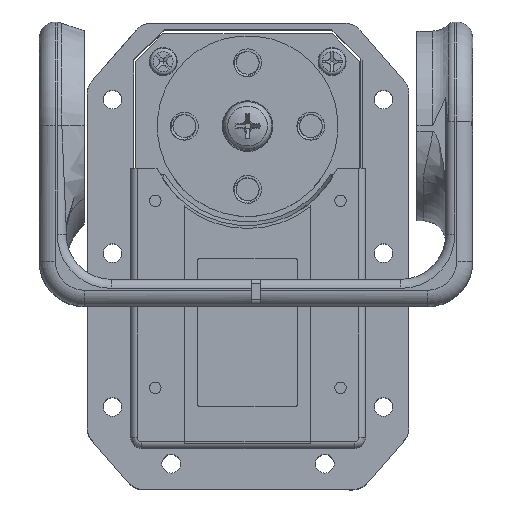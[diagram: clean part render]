
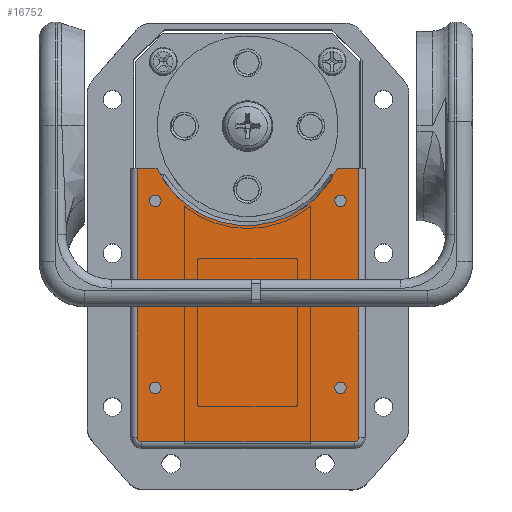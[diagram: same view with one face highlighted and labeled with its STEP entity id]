
A CAD part, top view. The second image highlights one B-rep face of the part: STEP entity #16752.
In plain terms, the highlighted planar face has unit normal (0, 0, 1).
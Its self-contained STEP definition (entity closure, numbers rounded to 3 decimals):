
#385=FACE_BOUND('',#2474,.T.);
#386=FACE_BOUND('',#2475,.T.);
#387=FACE_BOUND('',#2476,.T.);
#388=FACE_BOUND('',#2477,.T.);
#774=PLANE('',#18249);
#1513=FACE_OUTER_BOUND('',#2473,.T.);
#2473=EDGE_LOOP('',(#14459,#14460,#14461,#14462,#14463,#14464,#14465,#14466));
#2474=EDGE_LOOP('',(#14467));
#2475=EDGE_LOOP('',(#14468));
#2476=EDGE_LOOP('',(#14469));
#2477=EDGE_LOOP('',(#14470));
#3248=CIRCLE('',#18240,0.636);
#3250=CIRCLE('',#18243,0.636);
#3251=CIRCLE('',#18245,0.636);
#3253=CIRCLE('',#18248,0.636);
#3254=CIRCLE('',#18250,11.027);
#3255=CIRCLE('',#18251,0.5);
#3256=CIRCLE('',#18252,0.5);
#4887=LINE('',#47119,#6236);
#4888=LINE('',#47121,#6237);
#4889=LINE('',#47125,#6238);
#4890=LINE('',#47127,#6239);
#4891=LINE('',#47131,#6240);
#6236=VECTOR('',#22151,10.);
#6237=VECTOR('',#22152,10.);
#6238=VECTOR('',#22155,10.);
#6239=VECTOR('',#22156,10.);
#6240=VECTOR('',#22159,10.);
#7875=VERTEX_POINT('',#47097);
#7877=VERTEX_POINT('',#47103);
#7878=VERTEX_POINT('',#47107);
#7880=VERTEX_POINT('',#47113);
#7881=VERTEX_POINT('',#47117);
#7882=VERTEX_POINT('',#47118);
#7883=VERTEX_POINT('',#47120);
#7884=VERTEX_POINT('',#47122);
#7885=VERTEX_POINT('',#47124);
#7886=VERTEX_POINT('',#47126);
#7887=VERTEX_POINT('',#47128);
#7888=VERTEX_POINT('',#47130);
#10137=EDGE_CURVE('',#7875,#7875,#3248,.T.);
#10140=EDGE_CURVE('',#7877,#7877,#3250,.T.);
#10142=EDGE_CURVE('',#7878,#7878,#3251,.T.);
#10145=EDGE_CURVE('',#7880,#7880,#3253,.T.);
#10147=EDGE_CURVE('',#7881,#7882,#4887,.T.);
#10148=EDGE_CURVE('',#7881,#7883,#4888,.T.);
#10149=EDGE_CURVE('',#7883,#7884,#3254,.F.);
#10150=EDGE_CURVE('',#7884,#7885,#4889,.T.);
#10151=EDGE_CURVE('',#7886,#7885,#4890,.T.);
#10152=EDGE_CURVE('',#7887,#7886,#3255,.T.);
#10153=EDGE_CURVE('',#7888,#7887,#4891,.T.);
#10154=EDGE_CURVE('',#7882,#7888,#3256,.T.);
#14459=ORIENTED_EDGE('',*,*,#10147,.F.);
#14460=ORIENTED_EDGE('',*,*,#10148,.T.);
#14461=ORIENTED_EDGE('',*,*,#10149,.T.);
#14462=ORIENTED_EDGE('',*,*,#10150,.T.);
#14463=ORIENTED_EDGE('',*,*,#10151,.F.);
#14464=ORIENTED_EDGE('',*,*,#10152,.F.);
#14465=ORIENTED_EDGE('',*,*,#10153,.F.);
#14466=ORIENTED_EDGE('',*,*,#10154,.F.);
#14467=ORIENTED_EDGE('',*,*,#10137,.T.);
#14468=ORIENTED_EDGE('',*,*,#10140,.T.);
#14469=ORIENTED_EDGE('',*,*,#10142,.T.);
#14470=ORIENTED_EDGE('',*,*,#10145,.T.);
#16752=ADVANCED_FACE('',(#1513,#385,#386,#387,#388),#774,.T.);
#18240=AXIS2_PLACEMENT_3D('',#47098,#22127,#22128);
#18243=AXIS2_PLACEMENT_3D('',#47104,#22134,#22135);
#18245=AXIS2_PLACEMENT_3D('',#47108,#22139,#22140);
#18248=AXIS2_PLACEMENT_3D('',#47114,#22146,#22147);
#18249=AXIS2_PLACEMENT_3D('',#47116,#22149,#22150);
#18250=AXIS2_PLACEMENT_3D('',#47123,#22153,#22154);
#18251=AXIS2_PLACEMENT_3D('',#47129,#22157,#22158);
#18252=AXIS2_PLACEMENT_3D('',#47132,#22160,#22161);
#22127=DIRECTION('center_axis',(0.,0.,-1.));
#22128=DIRECTION('ref_axis',(-1.,0.,0.));
#22134=DIRECTION('center_axis',(0.,0.,-1.));
#22135=DIRECTION('ref_axis',(-1.,0.,0.));
#22139=DIRECTION('center_axis',(0.,0.,-1.));
#22140=DIRECTION('ref_axis',(-1.,0.,0.));
#22146=DIRECTION('center_axis',(0.,0.,-1.));
#22147=DIRECTION('ref_axis',(-1.,0.,0.));
#22149=DIRECTION('center_axis',(0.,0.,1.));
#22150=DIRECTION('ref_axis',(-1.,0.,0.));
#22151=DIRECTION('',(-1.,0.,0.));
#22152=DIRECTION('',(0.,1.,0.));
#22153=DIRECTION('center_axis',(0.,0.,1.));
#22154=DIRECTION('ref_axis',(-0.494,0.869,0.));
#22155=DIRECTION('',(0.,1.,0.));
#22156=DIRECTION('',(1.,0.,0.));
#22157=DIRECTION('center_axis',(0.,0.,-1.));
#22158=DIRECTION('ref_axis',(-0.707,0.707,0.));
#22159=DIRECTION('',(0.,1.,0.));
#22160=DIRECTION('center_axis',(0.,0.,-1.));
#22161=DIRECTION('ref_axis',(-0.707,-0.707,0.));
#47097=CARTESIAN_POINT('',(3.157,-10.252,116.181));
#47098=CARTESIAN_POINT('Origin',(3.792,-10.252,116.181));
#47103=CARTESIAN_POINT('',(-17.543,10.248,116.181));
#47104=CARTESIAN_POINT('Origin',(-16.908,10.248,116.181));
#47107=CARTESIAN_POINT('',(-17.543,-10.252,116.181));
#47108=CARTESIAN_POINT('Origin',(-16.908,-10.252,116.181));
#47113=CARTESIAN_POINT('',(3.157,10.248,116.181));
#47114=CARTESIAN_POINT('Origin',(3.792,10.248,116.181));
#47116=CARTESIAN_POINT('Origin',(-8.125,-0.007,
116.181));
#47117=CARTESIAN_POINT('',(7.375,-12.257,116.181));
#47118=CARTESIAN_POINT('',(-22.375,-12.257,116.181));
#47119=CARTESIAN_POINT('',(-15.25,-12.257,116.181));
#47120=CARTESIAN_POINT('',(7.375,-9.883,116.181));
#47121=CARTESIAN_POINT('',(7.375,-8.193,116.181));
#47122=CARTESIAN_POINT('',(7.375,10.058,116.181));
#47123=CARTESIAN_POINT('Origin',(12.086,0.088,116.181));
#47124=CARTESIAN_POINT('',(7.375,12.243,116.181));
#47125=CARTESIAN_POINT('',(7.375,12.993,116.181));
#47126=CARTESIAN_POINT('',(-22.375,12.243,116.181));
#47127=CARTESIAN_POINT('',(-0.375,12.243,116.181));
#47128=CARTESIAN_POINT('',(-22.875,11.743,116.181));
#47129=CARTESIAN_POINT('Origin',(-22.375,11.743,116.181));
#47130=CARTESIAN_POINT('',(-22.875,-11.757,116.181));
#47131=CARTESIAN_POINT('',(-22.875,5.868,116.181));
#47132=CARTESIAN_POINT('Origin',(-22.375,-11.757,116.181));
